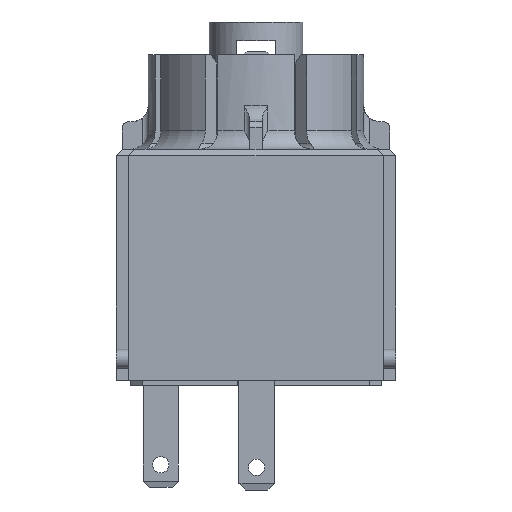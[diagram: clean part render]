
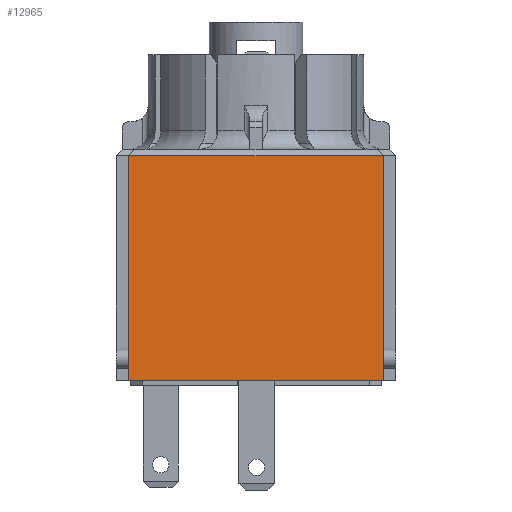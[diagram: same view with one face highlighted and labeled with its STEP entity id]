
A CAD part, front view. The second image highlights one B-rep face of the part: STEP entity #12965.
In plain terms, the highlighted planar face has unit normal (0, -1, 0).
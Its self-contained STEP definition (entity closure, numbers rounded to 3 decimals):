
#1398=FACE_OUTER_BOUND('',#2128,.T.);
#2128=EDGE_LOOP('',(#10010,#10011,#10012,#10013,#10014,#10015));
#2562=LINE('',#16658,#3817);
#3104=LINE('',#19020,#4359);
#3132=LINE('',#19080,#4387);
#3133=LINE('',#19084,#4388);
#3137=LINE('',#19116,#4392);
#3138=LINE('',#19117,#4393);
#3817=VECTOR('',#14065,10.);
#4359=VECTOR('',#15427,10.);
#4387=VECTOR('',#15489,10.);
#4388=VECTOR('',#15494,10.);
#4392=VECTOR('',#15544,10.);
#4393=VECTOR('',#15545,10.);
#5072=VERTEX_POINT('',#16655);
#5073=VERTEX_POINT('',#16657);
#5613=VERTEX_POINT('',#19012);
#5615=VERTEX_POINT('',#19018);
#5630=VERTEX_POINT('',#19079);
#5634=VERTEX_POINT('',#19102);
#6365=EDGE_CURVE('',#5073,#5072,#2562,.T.);
#7168=EDGE_CURVE('',#5615,#5613,#3104,.T.);
#7198=EDGE_CURVE('',#5630,#5613,#3132,.T.);
#7201=EDGE_CURVE('',#5072,#5630,#3133,.T.);
#7215=EDGE_CURVE('',#5073,#5634,#3137,.T.);
#7216=EDGE_CURVE('',#5634,#5615,#3138,.T.);
#10010=ORIENTED_EDGE('',*,*,#7168,.F.);
#10011=ORIENTED_EDGE('',*,*,#7216,.F.);
#10012=ORIENTED_EDGE('',*,*,#7215,.F.);
#10013=ORIENTED_EDGE('',*,*,#6365,.T.);
#10014=ORIENTED_EDGE('',*,*,#7201,.T.);
#10015=ORIENTED_EDGE('',*,*,#7198,.T.);
#12473=PLANE('',#13864);
#12965=ADVANCED_FACE('',(#1398),#12473,.T.);
#13864=AXIS2_PLACEMENT_3D('',#19184,#15621,#15622);
#14065=DIRECTION('',(1.,0.,0.));
#15427=DIRECTION('',(1.,0.,0.));
#15489=DIRECTION('',(0.,0.,1.));
#15494=DIRECTION('',(0.,0.,1.));
#15544=DIRECTION('',(0.,0.,1.));
#15545=DIRECTION('',(0.,0.,1.));
#15621=DIRECTION('center_axis',(0.,-1.,0.));
#15622=DIRECTION('ref_axis',(0.,0.,
-1.));
#16655=CARTESIAN_POINT('',(10.1,-11.1,-8.4));
#16657=CARTESIAN_POINT('',(-10.1,-11.1,-8.4));
#16658=CARTESIAN_POINT('',(-10.1,-11.1,-8.4));
#19012=CARTESIAN_POINT('',(10.1,-11.1,9.4));
#19018=CARTESIAN_POINT('',(-10.1,-11.1,9.4));
#19020=CARTESIAN_POINT('',(0.,-11.1,9.4));
#19079=CARTESIAN_POINT('',(10.1,-11.1,-6.71));
#19080=CARTESIAN_POINT('',(10.1,-11.1,-8.4));
#19084=CARTESIAN_POINT('',(10.1,-11.1,-8.4));
#19102=CARTESIAN_POINT('',(-10.1,-11.1,-6.71));
#19116=CARTESIAN_POINT('',(-10.1,-11.1,-8.4));
#19117=CARTESIAN_POINT('',(-10.1,-11.1,-8.4));
#19184=CARTESIAN_POINT('Origin',(0.,-11.1,-8.4));
